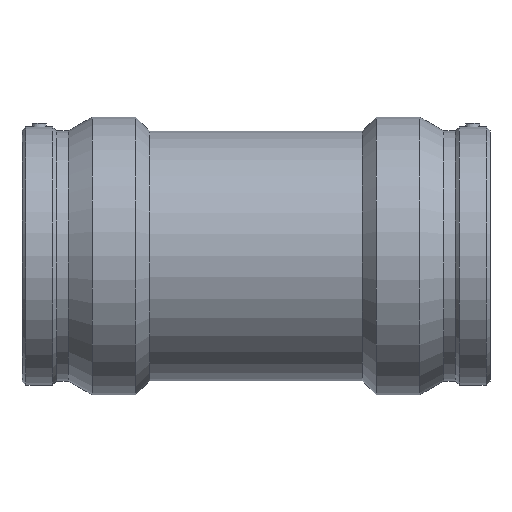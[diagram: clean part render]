
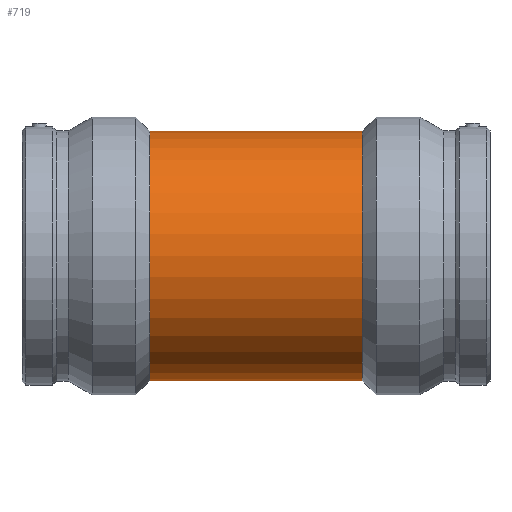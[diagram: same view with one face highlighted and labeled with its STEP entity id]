
A CAD part, top view. The second image highlights one B-rep face of the part: STEP entity #719.
In plain terms, the highlighted cylindrical face has radius 131.85 mm (diameter 263.7 mm), a full revolution.
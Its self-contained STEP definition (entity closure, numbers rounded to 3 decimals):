
#79=FACE_BOUND('',#331,.T.);
#80=FACE_BOUND('',#332,.T.);
#147=CIRCLE('',#807,131.85);
#148=CIRCLE('',#808,131.85);
#199=CYLINDRICAL_SURFACE('',#806,131.85);
#235=FACE_OUTER_BOUND('',#330,.T.);
#330=EDGE_LOOP('',(#616));
#331=EDGE_LOOP('',(#617));
#332=EDGE_LOOP('',(#618));
#416=B_SPLINE_CURVE_WITH_KNOTS('',3,(#1449,#1450,#1451,#1452,#1453,#1454,
#1455,#1456,#1457,#1458,#1459,#1460,#1461,#1462,#1463,#1464,#1465,#1466,
#1467,#1468,#1469,#1470,#1471,#1472,#1473,#1474,#1475,#1476,#1477,#1478,
#1479,#1480,#1481,#1482,#1483,#1484,#1485,#1486,#1487,#1488,#1489,#1490,
#1491,#1492,#1493,#1494,#1495,#1496,#1497,#1498,#1499,#1500,#1501,#1502,
#1503,#1504,#1505,#1506,#1507,#1508,#1509,#1510,#1511,#1512,#1513,#1514),
 .UNSPECIFIED.,.T.,.F.,(4,2,2,2,2,2,2,2,2,2,2,2,2,2,2,2,2,2,2,2,2,2,2,2,
2,2,2,2,2,2,2,2,4),(0.,0.953,1.905,2.858,
3.81,4.762,5.714,6.665,7.617,
8.569,9.521,10.472,11.424,12.377,
13.329,14.282,15.234,16.187,17.139,
18.092,19.044,19.996,20.948,21.899,
22.851,23.803,24.755,25.706,26.658,
27.611,28.563,29.516,30.468),
 .UNSPECIFIED.);
#439=VERTEX_POINT('',#1448);
#448=VERTEX_POINT('',#1541);
#449=VERTEX_POINT('',#1543);
#509=EDGE_CURVE('',#439,#439,#416,.T.);
#518=EDGE_CURVE('',#448,#448,#147,.T.);
#519=EDGE_CURVE('',#449,#449,#148,.T.);
#616=ORIENTED_EDGE('',*,*,#518,.F.);
#617=ORIENTED_EDGE('',*,*,#519,.T.);
#618=ORIENTED_EDGE('',*,*,#509,.T.);
#719=ADVANCED_FACE('',(#235,#79,#80),#199,.T.);
#806=AXIS2_PLACEMENT_3D('',#1540,#977,#978);
#807=AXIS2_PLACEMENT_3D('',#1542,#979,#980);
#808=AXIS2_PLACEMENT_3D('',#1544,#981,#982);
#977=DIRECTION('center_axis',(1.,0.,0.));
#978=DIRECTION('ref_axis',(0.,1.,0.));
#979=DIRECTION('center_axis',(1.,0.,0.));
#980=DIRECTION('ref_axis',(0.,0.,-1.));
#981=DIRECTION('center_axis',(1.,0.,0.));
#982=DIRECTION('ref_axis',(0.,0.,-1.));
#1448=CARTESIAN_POINT('',(0.,50.,-122.002));
#1449=CARTESIAN_POINT('Ctrl Pts',(0.,50.,-122.002));
#1450=CARTESIAN_POINT('Ctrl Pts',(-3.175,50.,-122.002));
#1451=CARTESIAN_POINT('Ctrl Pts',(-6.447,49.693,-122.129));
#1452=CARTESIAN_POINT('Ctrl Pts',(-12.933,48.411,-122.643));
#1453=CARTESIAN_POINT('Ctrl Pts',(-16.148,47.438,-123.028));
#1454=CARTESIAN_POINT('Ctrl Pts',(-22.296,44.877,-123.985));
#1455=CARTESIAN_POINT('Ctrl Pts',(-25.235,43.288,-124.556));
#1456=CARTESIAN_POINT('Ctrl Pts',(-30.663,39.629,-125.768));
#1457=CARTESIAN_POINT('Ctrl Pts',(-33.152,37.558,-126.408));
#1458=CARTESIAN_POINT('Ctrl Pts',(-37.556,33.154,-127.634));
#1459=CARTESIAN_POINT('Ctrl Pts',(-39.627,30.666,-128.264));
#1460=CARTESIAN_POINT('Ctrl Pts',(-43.287,25.238,-129.442));
#1461=CARTESIAN_POINT('Ctrl Pts',(-44.877,22.297,-129.988));
#1462=CARTESIAN_POINT('Ctrl Pts',(-47.438,16.146,-130.895));
#1463=CARTESIAN_POINT('Ctrl Pts',(-48.412,12.93,-131.255));
#1464=CARTESIAN_POINT('Ctrl Pts',(-49.693,6.443,-131.733));
#1465=CARTESIAN_POINT('Ctrl Pts',(-50.,3.173,-131.85));
#1466=CARTESIAN_POINT('Ctrl Pts',(-50.,-3.173,-131.85));
#1467=CARTESIAN_POINT('Ctrl Pts',(-49.693,-6.443,-131.733));
#1468=CARTESIAN_POINT('Ctrl Pts',(-48.412,-12.93,-131.255));
#1469=CARTESIAN_POINT('Ctrl Pts',(-47.438,-16.146,-130.895));
#1470=CARTESIAN_POINT('Ctrl Pts',(-44.877,-22.297,-129.988));
#1471=CARTESIAN_POINT('Ctrl Pts',(-43.287,-25.238,-129.442));
#1472=CARTESIAN_POINT('Ctrl Pts',(-39.627,-30.666,-128.264));
#1473=CARTESIAN_POINT('Ctrl Pts',(-37.556,-33.154,-127.634));
#1474=CARTESIAN_POINT('Ctrl Pts',(-33.152,-37.558,-126.408));
#1475=CARTESIAN_POINT('Ctrl Pts',(-30.663,-39.629,-125.768));
#1476=CARTESIAN_POINT('Ctrl Pts',(-25.235,-43.288,-124.556));
#1477=CARTESIAN_POINT('Ctrl Pts',(-22.296,-44.877,-123.985));
#1478=CARTESIAN_POINT('Ctrl Pts',(-16.148,-47.438,-123.028));
#1479=CARTESIAN_POINT('Ctrl Pts',(-12.933,-48.411,-122.643));
#1480=CARTESIAN_POINT('Ctrl Pts',(-6.447,-49.693,-122.129));
#1481=CARTESIAN_POINT('Ctrl Pts',(-3.175,-50.,-122.002));
#1482=CARTESIAN_POINT('Ctrl Pts',(3.175,-50.,-122.002));
#1483=CARTESIAN_POINT('Ctrl Pts',(6.447,-49.693,-122.129));
#1484=CARTESIAN_POINT('Ctrl Pts',(12.933,-48.411,-122.643));
#1485=CARTESIAN_POINT('Ctrl Pts',(16.148,-47.438,-123.028));
#1486=CARTESIAN_POINT('Ctrl Pts',(22.296,-44.877,-123.985));
#1487=CARTESIAN_POINT('Ctrl Pts',(25.235,-43.288,-124.556));
#1488=CARTESIAN_POINT('Ctrl Pts',(30.663,-39.629,-125.768));
#1489=CARTESIAN_POINT('Ctrl Pts',(33.152,-37.558,-126.408));
#1490=CARTESIAN_POINT('Ctrl Pts',(37.556,-33.154,-127.634));
#1491=CARTESIAN_POINT('Ctrl Pts',(39.627,-30.666,-128.264));
#1492=CARTESIAN_POINT('Ctrl Pts',(43.287,-25.238,-129.442));
#1493=CARTESIAN_POINT('Ctrl Pts',(44.877,-22.297,-129.988));
#1494=CARTESIAN_POINT('Ctrl Pts',(47.438,-16.146,-130.895));
#1495=CARTESIAN_POINT('Ctrl Pts',(48.412,-12.93,-131.255));
#1496=CARTESIAN_POINT('Ctrl Pts',(49.693,-6.443,-131.733));
#1497=CARTESIAN_POINT('Ctrl Pts',(50.,-3.173,-131.85));
#1498=CARTESIAN_POINT('Ctrl Pts',(50.,3.173,-131.85));
#1499=CARTESIAN_POINT('Ctrl Pts',(49.693,6.443,-131.733));
#1500=CARTESIAN_POINT('Ctrl Pts',(48.412,12.93,-131.255));
#1501=CARTESIAN_POINT('Ctrl Pts',(47.438,16.146,-130.895));
#1502=CARTESIAN_POINT('Ctrl Pts',(44.877,22.297,-129.988));
#1503=CARTESIAN_POINT('Ctrl Pts',(43.287,25.238,-129.442));
#1504=CARTESIAN_POINT('Ctrl Pts',(39.627,30.666,-128.264));
#1505=CARTESIAN_POINT('Ctrl Pts',(37.556,33.154,-127.634));
#1506=CARTESIAN_POINT('Ctrl Pts',(33.152,37.558,-126.408));
#1507=CARTESIAN_POINT('Ctrl Pts',(30.663,39.629,-125.768));
#1508=CARTESIAN_POINT('Ctrl Pts',(25.235,43.288,-124.556));
#1509=CARTESIAN_POINT('Ctrl Pts',(22.296,44.877,-123.985));
#1510=CARTESIAN_POINT('Ctrl Pts',(16.148,47.438,-123.028));
#1511=CARTESIAN_POINT('Ctrl Pts',(12.933,48.411,-122.643));
#1512=CARTESIAN_POINT('Ctrl Pts',(6.447,49.693,-122.129));
#1513=CARTESIAN_POINT('Ctrl Pts',(3.175,50.,-122.002));
#1514=CARTESIAN_POINT('Ctrl Pts',(0.,50.,-122.002));
#1540=CARTESIAN_POINT('Origin',(0.,0.,0.));
#1541=CARTESIAN_POINT('',(112.385,131.85,0.));
#1542=CARTESIAN_POINT('Origin',(112.385,0.,0.));
#1543=CARTESIAN_POINT('',(-112.385,131.85,0.));
#1544=CARTESIAN_POINT('Origin',(-112.385,0.,0.));
